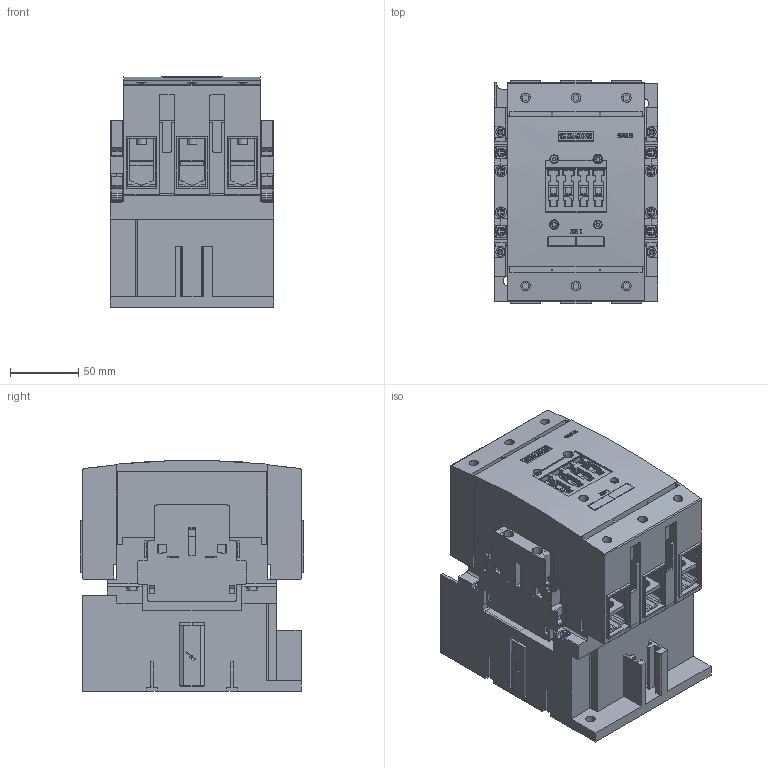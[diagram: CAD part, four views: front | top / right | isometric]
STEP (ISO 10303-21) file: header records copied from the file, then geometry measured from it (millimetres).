
FILE_DESCRIPTION(('STEP AP214'),'1');
FILE_NAME('cctmp_423ED176-0CA4-4A7B-9B13-547C3C8ACC10_2023_07_24_18_45_34_0796..stp','2023-07-24T16:45:38',('SIEMENS A&D'),('CADClick - www.CADClick.com'),'Spatial InterOp 3D postprocessed',' ','unknown authorization');
FILE_SCHEMA(('AUTOMOTIVE_DESIGN'));
Length unit declared in the file: millimetre
Products named in the file (1): 2023_07_24_18_45_34_0702
Bounding box: 120 x 164 x 169.3 mm (x, y, z)
Volume: 2087195.2 mm3; surface area: 285567.2 mm2
Topology: 1 solids, 13 shells, 2910 faces, 8468 edges, 5546 vertices
Faces by surface type: plane 1966, cylinder 778, cone 90, torus 72, sphere 4
Entity records: 108422 total; most frequent: CARTESIAN_POINT 21197, ORIENTED_EDGE 16880, DIRECTION 15982, EDGE_CURVE 8440, LINE 6104, VECTOR 6104, VERTEX_POINT 5546, AXIS2_PLACEMENT_3D 4939
